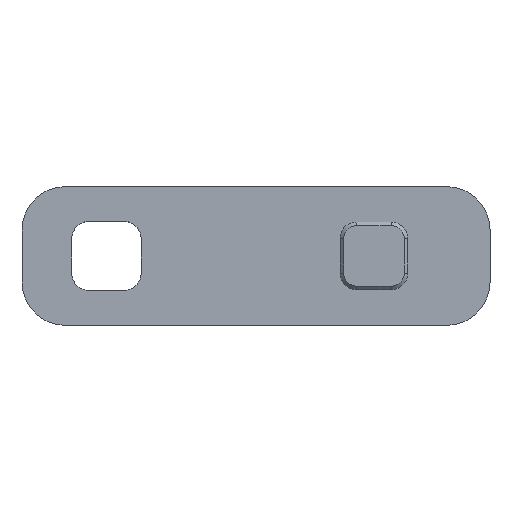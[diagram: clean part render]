
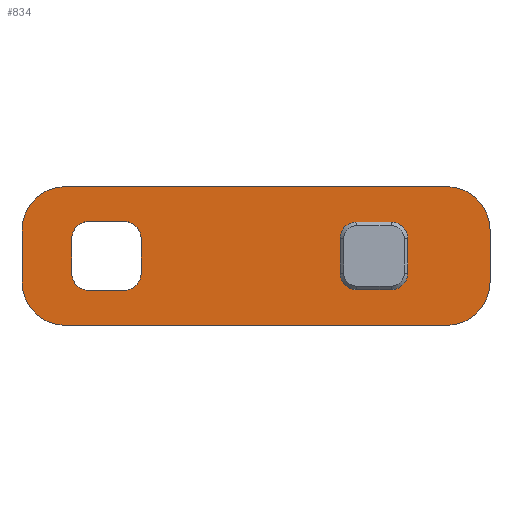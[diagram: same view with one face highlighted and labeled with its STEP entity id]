
A CAD part, top view. The second image highlights one B-rep face of the part: STEP entity #834.
In plain terms, the highlighted planar face has unit normal (0, 0, 1).
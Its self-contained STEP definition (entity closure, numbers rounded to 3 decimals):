
#19=FACE_BOUND('',#179,.T.);
#20=FACE_BOUND('',#180,.T.);
#43=CIRCLE('',#866,5.);
#44=CIRCLE('',#869,5.);
#60=CIRCLE('',#900,1.9);
#61=CIRCLE('',#903,1.9);
#63=CIRCLE('',#910,1.9);
#64=CIRCLE('',#913,1.9);
#65=CIRCLE('',#916,2.);
#66=CIRCLE('',#919,2.);
#67=CIRCLE('',#922,2.);
#68=CIRCLE('',#925,2.);
#69=CIRCLE('',#927,5.);
#70=CIRCLE('',#930,5.);
#126=FACE_OUTER_BOUND('',#178,.T.);
#178=EDGE_LOOP('',(#737,#738,#739,#740,#741,#742,#743,#744));
#179=EDGE_LOOP('',(#745,#746,#747,#748,#749,#750,#751,#752));
#180=EDGE_LOOP('',(#753,#754,#755,#756,#757,#758,#759,#760));
#200=LINE('',#1241,#280);
#203=LINE('',#1249,#283);
#232=LINE('',#1339,#312);
#236=LINE('',#1348,#316);
#240=LINE('',#1363,#320);
#243=LINE('',#1370,#323);
#244=LINE('',#1376,#324);
#248=LINE('',#1385,#328);
#251=LINE('',#1393,#331);
#254=LINE('',#1401,#334);
#258=LINE('',#1412,#338);
#260=LINE('',#1418,#340);
#280=VECTOR('',#992,10.);
#283=VECTOR('',#1001,10.);
#312=VECTOR('',#1086,10.);
#316=VECTOR('',#1096,10.);
#320=VECTOR('',#1114,10.);
#323=VECTOR('',#1123,10.);
#324=VECTOR('',#1130,10.);
#328=VECTOR('',#1140,10.);
#331=VECTOR('',#1149,10.);
#334=VECTOR('',#1158,10.);
#338=VECTOR('',#1172,10.);
#340=VECTOR('',#1180,10.);
#357=VERTEX_POINT('',#1233);
#358=VERTEX_POINT('',#1235);
#359=VERTEX_POINT('',#1239);
#360=VERTEX_POINT('',#1243);
#361=VERTEX_POINT('',#1247);
#393=VERTEX_POINT('',#1336);
#394=VERTEX_POINT('',#1338);
#395=VERTEX_POINT('',#1342);
#396=VERTEX_POINT('',#1346);
#397=VERTEX_POINT('',#1350);
#399=VERTEX_POINT('',#1360);
#400=VERTEX_POINT('',#1362);
#401=VERTEX_POINT('',#1366);
#402=VERTEX_POINT('',#1374);
#403=VERTEX_POINT('',#1375);
#404=VERTEX_POINT('',#1380);
#405=VERTEX_POINT('',#1384);
#406=VERTEX_POINT('',#1388);
#407=VERTEX_POINT('',#1392);
#408=VERTEX_POINT('',#1396);
#409=VERTEX_POINT('',#1400);
#410=VERTEX_POINT('',#1406);
#411=VERTEX_POINT('',#1410);
#412=VERTEX_POINT('',#1414);
#438=EDGE_CURVE('',#357,#358,#43,.T.);
#441=EDGE_CURVE('',#359,#357,#200,.T.);
#443=EDGE_CURVE('',#360,#359,#44,.T.);
#445=EDGE_CURVE('',#361,#360,#203,.T.);
#489=EDGE_CURVE('',#393,#394,#232,.T.);
#492=EDGE_CURVE('',#395,#393,#60,.T.);
#494=EDGE_CURVE('',#396,#395,#236,.T.);
#496=EDGE_CURVE('',#397,#396,#61,.T.);
#500=EDGE_CURVE('',#399,#400,#240,.T.);
#502=EDGE_CURVE('',#400,#401,#63,.T.);
#504=EDGE_CURVE('',#401,#397,#243,.T.);
#505=EDGE_CURVE('',#394,#399,#64,.T.);
#506=EDGE_CURVE('',#402,#403,#244,.T.);
#509=EDGE_CURVE('',#403,#404,#65,.T.);
#511=EDGE_CURVE('',#404,#405,#248,.T.);
#513=EDGE_CURVE('',#405,#406,#66,.T.);
#515=EDGE_CURVE('',#406,#407,#251,.T.);
#517=EDGE_CURVE('',#407,#408,#67,.T.);
#519=EDGE_CURVE('',#408,#409,#254,.T.);
#521=EDGE_CURVE('',#409,#402,#68,.T.);
#523=EDGE_CURVE('',#410,#361,#69,.T.);
#525=EDGE_CURVE('',#411,#410,#258,.T.);
#527=EDGE_CURVE('',#412,#411,#70,.T.);
#528=EDGE_CURVE('',#358,#412,#260,.T.);
#737=ORIENTED_EDGE('',*,*,#443,.F.);
#738=ORIENTED_EDGE('',*,*,#445,.F.);
#739=ORIENTED_EDGE('',*,*,#523,.F.);
#740=ORIENTED_EDGE('',*,*,#525,.F.);
#741=ORIENTED_EDGE('',*,*,#527,.F.);
#742=ORIENTED_EDGE('',*,*,#528,.F.);
#743=ORIENTED_EDGE('',*,*,#438,.F.);
#744=ORIENTED_EDGE('',*,*,#441,.F.);
#745=ORIENTED_EDGE('',*,*,#504,.F.);
#746=ORIENTED_EDGE('',*,*,#502,.F.);
#747=ORIENTED_EDGE('',*,*,#500,.F.);
#748=ORIENTED_EDGE('',*,*,#505,.F.);
#749=ORIENTED_EDGE('',*,*,#489,.F.);
#750=ORIENTED_EDGE('',*,*,#492,.F.);
#751=ORIENTED_EDGE('',*,*,#494,.F.);
#752=ORIENTED_EDGE('',*,*,#496,.F.);
#753=ORIENTED_EDGE('',*,*,#521,.T.);
#754=ORIENTED_EDGE('',*,*,#506,.T.);
#755=ORIENTED_EDGE('',*,*,#509,.T.);
#756=ORIENTED_EDGE('',*,*,#511,.T.);
#757=ORIENTED_EDGE('',*,*,#513,.T.);
#758=ORIENTED_EDGE('',*,*,#515,.T.);
#759=ORIENTED_EDGE('',*,*,#517,.T.);
#760=ORIENTED_EDGE('',*,*,#519,.T.);
#786=PLANE('',#932);
#834=ADVANCED_FACE('',(#126,#19,#20),#786,.F.);
#866=AXIS2_PLACEMENT_3D('',#1236,#986,#987);
#869=AXIS2_PLACEMENT_3D('',#1245,#996,#997);
#900=AXIS2_PLACEMENT_3D('',#1344,#1091,#1092);
#903=AXIS2_PLACEMENT_3D('',#1352,#1100,#1101);
#910=AXIS2_PLACEMENT_3D('',#1367,#1118,#1119);
#913=AXIS2_PLACEMENT_3D('',#1372,#1126,#1127);
#916=AXIS2_PLACEMENT_3D('',#1381,#1135,#1136);
#919=AXIS2_PLACEMENT_3D('',#1389,#1144,#1145);
#922=AXIS2_PLACEMENT_3D('',#1397,#1153,#1154);
#925=AXIS2_PLACEMENT_3D('',#1404,#1162,#1163);
#927=AXIS2_PLACEMENT_3D('',#1408,#1167,#1168);
#930=AXIS2_PLACEMENT_3D('',#1416,#1176,#1177);
#932=AXIS2_PLACEMENT_3D('',#1419,#1181,#1182);
#986=DIRECTION('center_axis',(0.,0.,-1.));
#987=DIRECTION('ref_axis',(0.,-1.,0.));
#992=DIRECTION('',(-1.,0.,0.));
#996=DIRECTION('center_axis',(0.,0.,-1.));
#997=DIRECTION('ref_axis',(1.,0.,0.));
#1001=DIRECTION('',(0.,-1.,0.));
#1086=DIRECTION('',(1.,0.,0.));
#1091=DIRECTION('center_axis',(0.,0.,1.));
#1092=DIRECTION('ref_axis',(0.,-1.,0.));
#1096=DIRECTION('',(0.,-1.,0.));
#1100=DIRECTION('center_axis',(0.,0.,1.));
#1101=DIRECTION('ref_axis',(-1.,0.,0.));
#1114=DIRECTION('',(0.,1.,0.));
#1118=DIRECTION('center_axis',(0.,0.,1.));
#1119=DIRECTION('ref_axis',(0.,1.,0.));
#1123=DIRECTION('',(-1.,0.,0.));
#1126=DIRECTION('center_axis',(0.,0.,1.));
#1127=DIRECTION('ref_axis',(1.,0.,0.));
#1130=DIRECTION('',(1.,0.,0.));
#1135=DIRECTION('center_axis',(0.,0.,-1.));
#1136=DIRECTION('ref_axis',(0.,1.,0.));
#1140=DIRECTION('',(0.,-1.,0.));
#1144=DIRECTION('center_axis',(0.,0.,-1.));
#1145=DIRECTION('ref_axis',(1.,0.,0.));
#1149=DIRECTION('',(-1.,0.,0.));
#1153=DIRECTION('center_axis',(0.,0.,-1.));
#1154=DIRECTION('ref_axis',(0.,-1.,0.));
#1158=DIRECTION('',(0.,1.,0.));
#1162=DIRECTION('center_axis',(0.,0.,-1.));
#1163=DIRECTION('ref_axis',(-1.,0.,0.));
#1167=DIRECTION('center_axis',(0.,0.,-1.));
#1168=DIRECTION('ref_axis',(0.,1.,0.));
#1172=DIRECTION('',(1.,0.,0.));
#1176=DIRECTION('center_axis',(0.,0.,-1.));
#1177=DIRECTION('ref_axis',(-1.,0.,0.));
#1180=DIRECTION('',(0.,1.,0.));
#1181=DIRECTION('center_axis',(0.,0.,-1.));
#1182=DIRECTION('ref_axis',(0.,1.,0.));
#1233=CARTESIAN_POINT('',(7.992,-175.47,0.508));
#1235=CARTESIAN_POINT('',(2.992,-170.47,0.508));
#1236=CARTESIAN_POINT('Origin',(7.992,-170.47,0.508));
#1239=CARTESIAN_POINT('',(52.008,-175.47,0.508));
#1241=CARTESIAN_POINT('',(52.008,-175.47,0.508));
#1243=CARTESIAN_POINT('',(57.008,-170.47,0.508));
#1245=CARTESIAN_POINT('Origin',(52.008,-170.47,0.508));
#1247=CARTESIAN_POINT('',(57.008,-164.47,0.508));
#1249=CARTESIAN_POINT('',(57.008,-164.47,0.508));
#1336=CARTESIAN_POINT('',(41.607,-171.37,0.508));
#1338=CARTESIAN_POINT('',(45.607,-171.37,0.508));
#1339=CARTESIAN_POINT('',(44.607,-171.37,0.508));
#1342=CARTESIAN_POINT('',(39.707,-169.47,0.508));
#1344=CARTESIAN_POINT('Origin',(41.607,-169.47,0.508));
#1346=CARTESIAN_POINT('',(39.707,-165.47,0.508));
#1348=CARTESIAN_POINT('',(39.707,-168.47,0.508));
#1350=CARTESIAN_POINT('',(41.607,-163.57,0.508));
#1352=CARTESIAN_POINT('Origin',(41.607,-165.47,0.508));
#1360=CARTESIAN_POINT('',(47.507,-169.47,0.508));
#1362=CARTESIAN_POINT('',(47.507,-165.47,0.508));
#1363=CARTESIAN_POINT('',(47.507,-166.47,0.508));
#1366=CARTESIAN_POINT('',(45.607,-163.57,0.508));
#1367=CARTESIAN_POINT('Origin',(45.607,-165.47,0.508));
#1370=CARTESIAN_POINT('',(42.607,-163.57,0.508));
#1372=CARTESIAN_POINT('Origin',(45.607,-169.47,0.508));
#1374=CARTESIAN_POINT('',(10.738,-163.47,0.508));
#1375=CARTESIAN_POINT('',(14.738,-163.47,0.508));
#1376=CARTESIAN_POINT('',(8.738,-163.47,0.508));
#1380=CARTESIAN_POINT('',(16.738,-165.47,0.508));
#1381=CARTESIAN_POINT('Origin',(14.738,-165.47,0.508));
#1384=CARTESIAN_POINT('',(16.738,-169.47,0.508));
#1385=CARTESIAN_POINT('',(16.738,-165.47,0.508));
#1388=CARTESIAN_POINT('',(14.738,-171.47,0.508));
#1389=CARTESIAN_POINT('Origin',(14.738,-169.47,0.508));
#1392=CARTESIAN_POINT('',(10.738,-171.47,0.508));
#1393=CARTESIAN_POINT('',(14.738,-171.47,0.508));
#1396=CARTESIAN_POINT('',(8.738,-169.47,0.508));
#1397=CARTESIAN_POINT('Origin',(10.738,-169.47,0.508));
#1400=CARTESIAN_POINT('',(8.738,-165.47,0.508));
#1401=CARTESIAN_POINT('',(8.738,-169.47,0.508));
#1404=CARTESIAN_POINT('Origin',(10.738,-165.47,0.508));
#1406=CARTESIAN_POINT('',(52.008,-159.47,0.508));
#1408=CARTESIAN_POINT('Origin',(52.008,-164.47,0.508));
#1410=CARTESIAN_POINT('',(7.992,-159.47,0.508));
#1412=CARTESIAN_POINT('',(7.992,-159.47,0.508));
#1414=CARTESIAN_POINT('',(2.992,-164.47,0.508));
#1416=CARTESIAN_POINT('Origin',(7.992,-164.47,0.508));
#1418=CARTESIAN_POINT('',(2.992,-170.47,0.508));
#1419=CARTESIAN_POINT('Origin',(12.739,-173.47,0.508));
